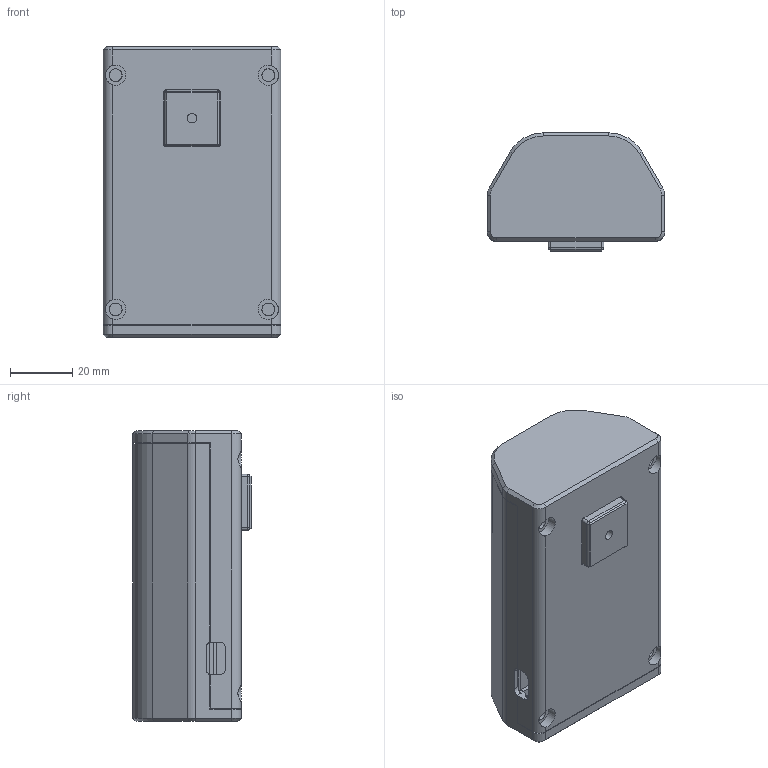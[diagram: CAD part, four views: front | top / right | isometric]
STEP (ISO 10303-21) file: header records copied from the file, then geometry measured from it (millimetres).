
FILE_DESCRIPTION(/* description */ (''),/* implementation_level */ '2;1');
FILE_NAME(/* name */ 'Gnome C3V1 case v3.step',/* time_stamp */ '2024-10-22T14:15:43-03:00',/* author */ (''),/* organization */ (''),/* preprocessor_version */ 'ST-DEVELOPER v20',/* originating_system */ 'Autodesk Translation Framework v13.20.0.188',/* authorisation */ '');
FILE_SCHEMA (('AUTOMOTIVE_DESIGN { 1 0 10303 214 3 1 1 }','INTEGRATED_CNC_SCHEMA'));
Length unit declared in the file: millimetre
Products named in the file (1): Gnome C3V1 case
Bounding box: 56.9 x 37.85 x 93.2 mm (x, y, z)
Volume: 52771 mm3; surface area: 39708.8 mm2
Topology: 3 solids, 3 shells, 284 faces, 766 edges, 484 vertices
Faces by surface type: plane 175, cylinder 73, cone 20, bspline 10, torus 4, sphere 2
Full cylindrical faces by diameter (mm): 3 x1, 4.1 x8, 6.5 x4
Entity records: 9176 total; most frequent: CARTESIAN_POINT 1908, ORIENTED_EDGE 1524, DIRECTION 1491, EDGE_CURVE 762, LINE 551, VECTOR 551, VERTEX_POINT 484, AXIS2_PLACEMENT_3D 470
